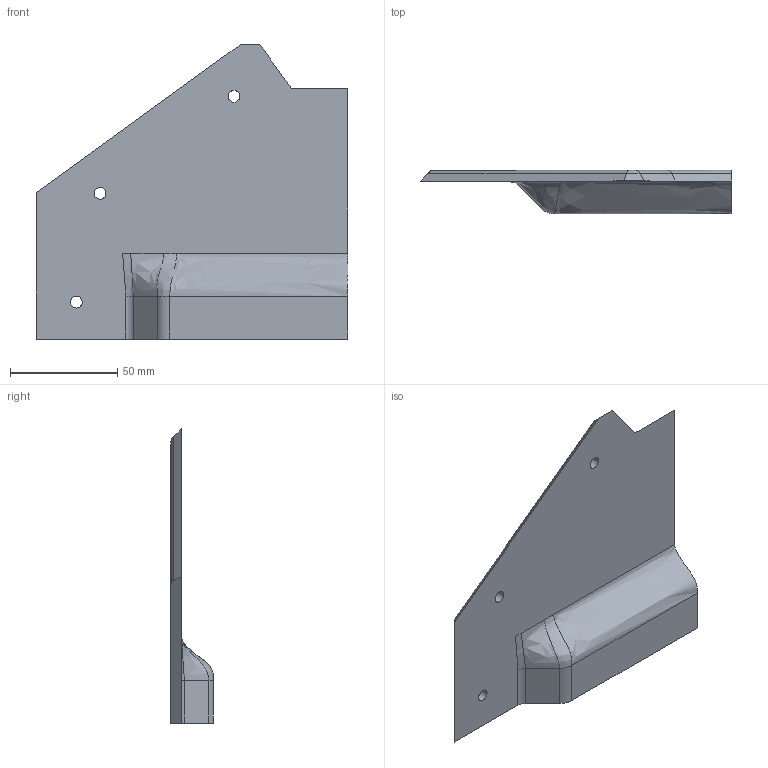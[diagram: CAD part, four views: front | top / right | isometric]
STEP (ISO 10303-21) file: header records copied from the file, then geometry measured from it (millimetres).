
FILE_DESCRIPTION(/* description */ (''),/* implementation_level */ '2;1');
FILE_NAME(/* name */ 'rearSidePlateLeft.stp',/* time_stamp */ '2025-01-16T12:13:53-05:00',/* author */ ('derm'),/* organization */ (''),/* preprocessor_version */ 'ST-DEVELOPER v20',/* originating_system */ 'Autodesk Inventor 2025',/* authorisation */ '');
FILE_SCHEMA (('AUTOMOTIVE_DESIGN { 1 0 10303 214 3 1 1 }'));
Length unit declared in the file: millimetre
Products named in the file (1): rearSidePlateLeft
Bounding box: 145.03 x 20 x 137 mm (x, y, z)
Volume: 78856.7 mm3; surface area: 35245.6 mm2
Topology: 1 solids, 1 shells, 32 faces, 83 edges, 54 vertices
Faces by surface type: plane 13, cylinder 11, bspline 8
Full cylindrical faces by diameter (mm): 5.5 x3
Entity records: 1932 total; most frequent: CARTESIAN_POINT 1110, ORIENTED_EDGE 166, DIRECTION 142, EDGE_CURVE 83, LINE 54, VECTOR 54, VERTEX_POINT 53, AXIS2_PLACEMENT_3D 44
